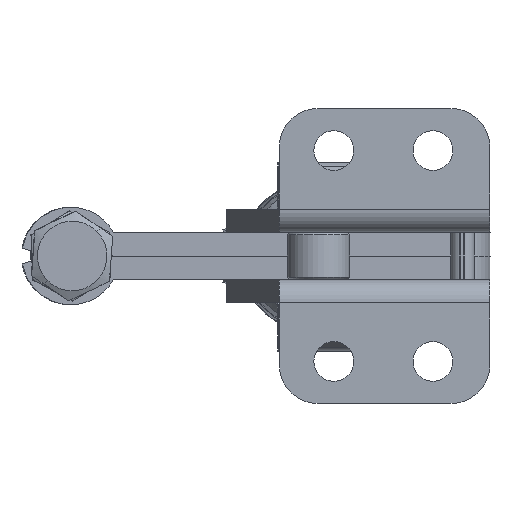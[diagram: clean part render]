
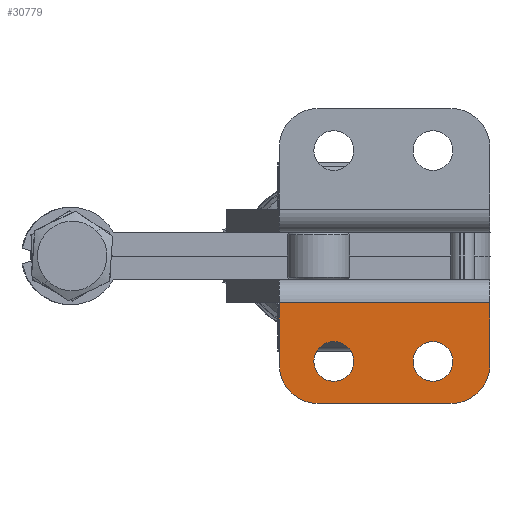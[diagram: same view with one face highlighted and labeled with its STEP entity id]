
A CAD part, front view. The second image highlights one B-rep face of the part: STEP entity #30779.
In plain terms, the highlighted planar face has unit normal (0, -1, 0).
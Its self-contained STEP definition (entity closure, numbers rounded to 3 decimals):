
#6628 = DIRECTION ( 'NONE',  ( 0., 1., 0. ) ) ;
#6631 = CARTESIAN_POINT ( 'NONE',  ( 798.851, 220.384, -9. ) ) ;
#6633 = PLANE ( 'NONE',  #22051 ) ;
#6635 = DIRECTION ( 'NONE',  ( 0., 0., 1. ) ) ;
#7172 = CARTESIAN_POINT ( 'NONE',  ( 810.528, 220.384, -24.9 ) ) ;
#7190 = CARTESIAN_POINT ( 'NONE',  ( 795.528, 220.384, -22.05 ) ) ;
#7191 = CARTESIAN_POINT ( 'NONE',  ( 795.528, 220.384, -16.95 ) ) ;
#7194 = CARTESIAN_POINT ( 'NONE',  ( 808.228, 220.384, -22.05 ) ) ;
#7195 = CARTESIAN_POINT ( 'NONE',  ( 808.228, 220.384, -16.95 ) ) ;
#7199 = CARTESIAN_POINT ( 'NONE',  ( 788.528, 220.384, -19.9 ) ) ;
#7201 = CARTESIAN_POINT ( 'NONE',  ( 788.528, 220.384, -12. ) ) ;
#7202 = CARTESIAN_POINT ( 'NONE',  ( 815.528, 220.384, -19.9 ) ) ;
#7203 = CARTESIAN_POINT ( 'NONE',  ( 793.528, 220.384, -24.9 ) ) ;
#7206 = CARTESIAN_POINT ( 'NONE',  ( 815.528, 220.384, -12. ) ) ;
#13648 = CARTESIAN_POINT ( 'NONE',  ( 795.528, 220.384, -19.5 ) ) ;
#13649 = DIRECTION ( 'NONE',  ( 0., 1., 0. ) ) ;
#13650 = DIRECTION ( 'NONE',  ( 0., 0., -1. ) ) ;
#13658 = CARTESIAN_POINT ( 'NONE',  ( 808.228, 220.384, -19.5 ) ) ;
#13659 = DIRECTION ( 'NONE',  ( 0., 1., 0. ) ) ;
#13660 = DIRECTION ( 'NONE',  ( 0., 0., -1. ) ) ;
#13677 = CARTESIAN_POINT ( 'NONE',  ( 810.528, 220.384, -24.9 ) ) ;
#13678 = DIRECTION ( 'NONE',  ( 1., 0., 0. ) ) ;
#13679 = CARTESIAN_POINT ( 'NONE',  ( 795.528, 220.384, -19.5 ) ) ;
#13680 = DIRECTION ( 'NONE',  ( 0., 1., 0. ) ) ;
#13681 = DIRECTION ( 'NONE',  ( 0., 0., -1. ) ) ;
#13682 = CARTESIAN_POINT ( 'NONE',  ( 808.228, 220.384, -19.5 ) ) ;
#13683 = DIRECTION ( 'NONE',  ( 0., 1., 0. ) ) ;
#13684 = DIRECTION ( 'NONE',  ( 0., 0., -1. ) ) ;
#13685 = DIRECTION ( 'NONE',  ( 0., 0., 1. ) ) ;
#13687 = CARTESIAN_POINT ( 'NONE',  ( 788.528, 220.384, -9. ) ) ;
#13688 = CARTESIAN_POINT ( 'NONE',  ( 815.528, 220.384, -9. ) ) ;
#13689 = CARTESIAN_POINT ( 'NONE',  ( 810.528, 220.384, -19.9 ) ) ;
#13690 = DIRECTION ( 'NONE',  ( 0., 1., 0. ) ) ;
#13691 = DIRECTION ( 'NONE',  ( 0., 0., -1. ) ) ;
#13692 = CARTESIAN_POINT ( 'NONE',  ( 798.851, 220.384, -12. ) ) ;
#13693 = DIRECTION ( 'NONE',  ( 1., 0., 0. ) ) ;
#13694 = DIRECTION ( 'NONE',  ( 0., 0., 1. ) ) ;
#13697 = CARTESIAN_POINT ( 'NONE',  ( 793.528, 220.384, -19.9 ) ) ;
#13698 = DIRECTION ( 'NONE',  ( 0., 1., 0. ) ) ;
#13699 = DIRECTION ( 'NONE',  ( 0., 0., -1. ) ) ;
#18046 = FACE_OUTER_BOUND ( 'NONE', #44451, .T. ) ;
#18048 = FACE_BOUND ( 'NONE', #44444, .T. ) ;
#18053 = FACE_BOUND ( 'NONE', #44457, .T. ) ;
#18467 = CIRCLE ( 'NONE', #22200, 2.55 ) ;
#18473 = CIRCLE ( 'NONE', #22202, 2.55 ) ;
#18485 = CIRCLE ( 'NONE', #22207, 5. ) ;
#18489 = CIRCLE ( 'NONE', #22205, 2.55 ) ;
#18491 = CIRCLE ( 'NONE', #22206, 2.55 ) ;
#18492 = LINE ( 'NONE', #13677, #18494 ) ;
#18493 = LINE ( 'NONE', #13688, #18497 ) ;
#18494 = VECTOR ( 'NONE', #13678, 1000. ) ;
#18495 = LINE ( 'NONE', #13687, #18501 ) ;
#18496 = LINE ( 'NONE', #13692, #18499 ) ;
#18497 = VECTOR ( 'NONE', #13685, 1000. ) ;
#18498 = CIRCLE ( 'NONE', #22208, 5. ) ;
#18499 = VECTOR ( 'NONE', #13693, 1000. ) ;
#18501 = VECTOR ( 'NONE', #13694, 1000. ) ;
#22051 = AXIS2_PLACEMENT_3D ( 'NONE', #6631, #6628, #6635 ) ;
#22200 = AXIS2_PLACEMENT_3D ( 'NONE', #13648, #13649, #13650 ) ;
#22202 = AXIS2_PLACEMENT_3D ( 'NONE', #13658, #13659, #13660 ) ;
#22205 = AXIS2_PLACEMENT_3D ( 'NONE', #13679, #13680, #13681 ) ;
#22206 = AXIS2_PLACEMENT_3D ( 'NONE', #13682, #13683, #13684 ) ;
#22207 = AXIS2_PLACEMENT_3D ( 'NONE', #13689, #13690, #13691 ) ;
#22208 = AXIS2_PLACEMENT_3D ( 'NONE', #13697, #13698, #13699 ) ;
#30779 = ADVANCED_FACE ( 'NONE', ( #18048, #18053, #18046 ), #6633, .F. ) ;
#36488 = ORIENTED_EDGE ( 'NONE', *, *, #47265, .T. ) ;
#36490 = ORIENTED_EDGE ( 'NONE', *, *, #47278, .T. ) ;
#36491 = ORIENTED_EDGE ( 'NONE', *, *, #47269, .T. ) ;
#36494 = ORIENTED_EDGE ( 'NONE', *, *, #47279, .T. ) ;
#36495 = ORIENTED_EDGE ( 'NONE', *, *, #47280, .T. ) ;
#36498 = ORIENTED_EDGE ( 'NONE', *, *, #47281, .F. ) ;
#36500 = ORIENTED_EDGE ( 'NONE', *, *, #47282, .T. ) ;
#36502 = ORIENTED_EDGE ( 'NONE', *, *, #47283, .F. ) ;
#36504 = ORIENTED_EDGE ( 'NONE', *, *, #47284, .F. ) ;
#36506 = ORIENTED_EDGE ( 'NONE', *, *, #47285, .F. ) ;
#44444 = EDGE_LOOP ( 'NONE', ( #36488, #36490 ) ) ;
#44451 = EDGE_LOOP ( 'NONE', ( #36495, #36498, #36500, #36502, #36504, #36506 ) ) ;
#44457 = EDGE_LOOP ( 'NONE', ( #36491, #36494 ) ) ;
#45820 = VERTEX_POINT ( 'NONE', #7172 ) ;
#45838 = VERTEX_POINT ( 'NONE', #7190 ) ;
#45839 = VERTEX_POINT ( 'NONE', #7191 ) ;
#45842 = VERTEX_POINT ( 'NONE', #7194 ) ;
#45843 = VERTEX_POINT ( 'NONE', #7195 ) ;
#45847 = VERTEX_POINT ( 'NONE', #7199 ) ;
#45849 = VERTEX_POINT ( 'NONE', #7201 ) ;
#45850 = VERTEX_POINT ( 'NONE', #7202 ) ;
#45851 = VERTEX_POINT ( 'NONE', #7203 ) ;
#45854 = VERTEX_POINT ( 'NONE', #7206 ) ;
#47265 = EDGE_CURVE ( 'NONE', #45838, #45839, #18467, .T. ) ;
#47269 = EDGE_CURVE ( 'NONE', #45842, #45843, #18473, .T. ) ;
#47278 = EDGE_CURVE ( 'NONE', #45839, #45838, #18489, .T. ) ;
#47279 = EDGE_CURVE ( 'NONE', #45843, #45842, #18491, .T. ) ;
#47280 = EDGE_CURVE ( 'NONE', #45851, #45820, #18492, .T. ) ;
#47281 = EDGE_CURVE ( 'NONE', #45850, #45820, #18485, .T. ) ;
#47282 = EDGE_CURVE ( 'NONE', #45850, #45854, #18493, .T. ) ;
#47283 = EDGE_CURVE ( 'NONE', #45849, #45854, #18496, .T. ) ;
#47284 = EDGE_CURVE ( 'NONE', #45847, #45849, #18495, .T. ) ;
#47285 = EDGE_CURVE ( 'NONE', #45851, #45847, #18498, .T. ) ;
